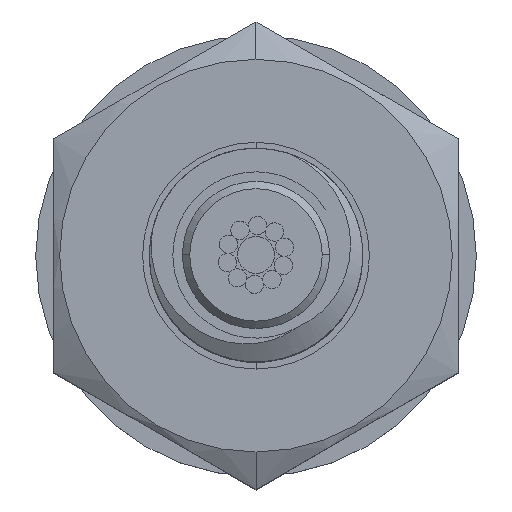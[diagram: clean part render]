
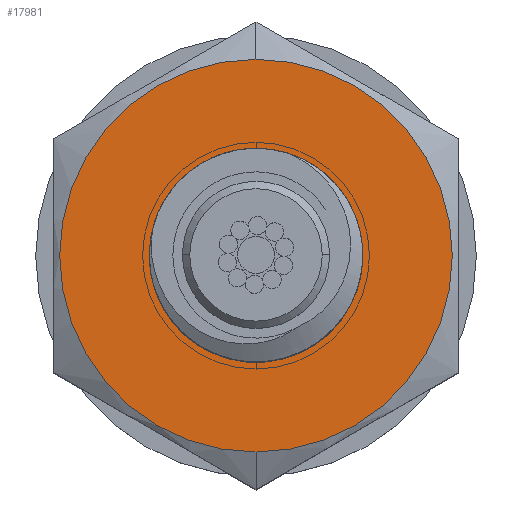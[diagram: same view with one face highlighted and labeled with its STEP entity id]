
A CAD part, top view. The second image highlights one B-rep face of the part: STEP entity #17981.
In plain terms, the highlighted face is planar.
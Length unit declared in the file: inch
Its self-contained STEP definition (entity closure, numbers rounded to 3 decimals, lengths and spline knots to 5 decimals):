
#17158=CARTESIAN_POINT('',(0.,0.09449,0.));
#17159=DIRECTION('',(0.,1.,0.));
#17160=DIRECTION('',(0.,0.,-1.));
#17161=AXIS2_PLACEMENT_3D('',#17158,#17159,#17160);
#17163=CARTESIAN_POINT('',(0.,0.09449,0.));
#17164=DIRECTION('',(0.,1.,0.));
#17165=DIRECTION('',(0.,0.,1.));
#17166=AXIS2_PLACEMENT_3D('',#17163,#17164,#17165);
#17172=CARTESIAN_POINT('',(0.,0.09449,0.));
#17173=DIRECTION('',(0.,-1.,0.));
#17174=DIRECTION('',(0.,0.,1.));
#17175=AXIS2_PLACEMENT_3D('',#17172,#17173,#17174);
#17195=CARTESIAN_POINT('',(0.,0.09449,0.));
#17196=DIRECTION('',(0.,-1.,0.));
#17197=DIRECTION('',(0.,0.,-1.));
#17198=AXIS2_PLACEMENT_3D('',#17195,#17196,#17197);
#17796=CARTESIAN_POINT('',(0.,0.09449,0.10501));
#17797=CARTESIAN_POINT('',(0.,0.09449,-0.10501));
#17798=VERTEX_POINT('',#17796);
#17799=VERTEX_POINT('',#17797);
#17820=CARTESIAN_POINT('',(0.,0.09449,0.05071));
#17821=CARTESIAN_POINT('',(0.,0.09449,-0.05071));
#17822=VERTEX_POINT('',#17820);
#17823=VERTEX_POINT('',#17821);
#17966=CARTESIAN_POINT('',(0.04921,0.09449,0.));
#17967=DIRECTION('',(0.,1.,0.));
#17968=DIRECTION('',(0.,0.,1.));
#17969=AXIS2_PLACEMENT_3D('',#17966,#17967,#17968);
#17970=PLANE('',#17969);
#17971=ORIENTED_EDGE('',*,*,#17953,.F.);
#17972=ORIENTED_EDGE('',*,*,#17943,.F.);
#17973=EDGE_LOOP('',(#17971,#17972));
#17974=FACE_OUTER_BOUND('',#17973,.F.);
#17976=ORIENTED_EDGE('',*,*,#17975,.F.);
#17978=ORIENTED_EDGE('',*,*,#17977,.F.);
#17979=EDGE_LOOP('',(#17976,#17978));
#17980=FACE_BOUND('',#17979,.F.);
#17981=ADVANCED_FACE('',(#17974,#17980),#17970,.T.);
#17162=CIRCLE('',#17161,0.10501);
#17167=CIRCLE('',#17166,0.10501);
#17176=CIRCLE('',#17175,0.05071);
#17199=CIRCLE('',#17198,0.05071);
#17943=EDGE_CURVE('',#17799,#17798,#17162,.T.);
#17953=EDGE_CURVE('',#17798,#17799,#17167,.T.);
#17975=EDGE_CURVE('',#17822,#17823,#17176,.T.);
#17977=EDGE_CURVE('',#17823,#17822,#17199,.T.);
